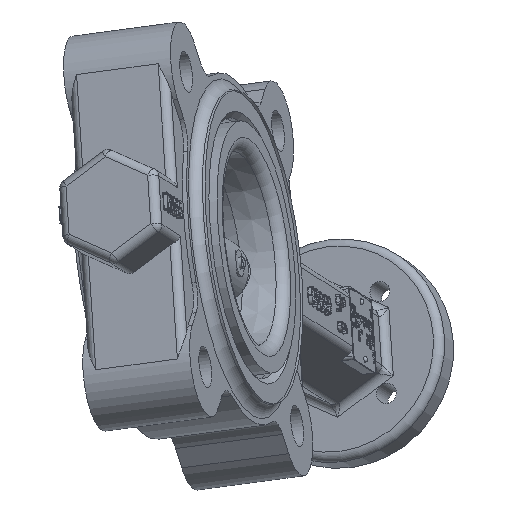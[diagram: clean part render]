
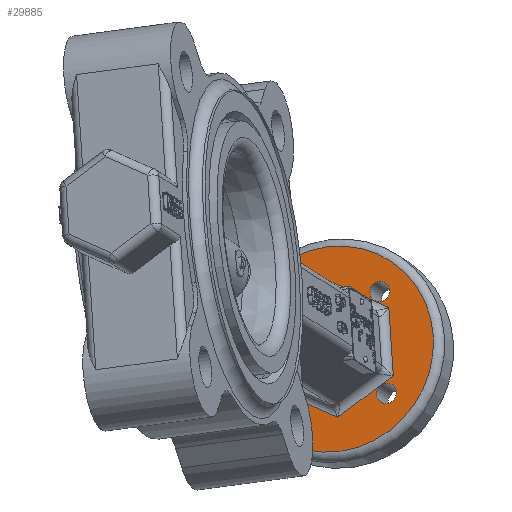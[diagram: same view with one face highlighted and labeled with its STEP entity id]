
A CAD part, isometric view. The second image highlights one B-rep face of the part: STEP entity #29885.
In plain terms, the highlighted face is planar.
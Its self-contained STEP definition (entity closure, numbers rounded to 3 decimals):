
#2536=LINE('',#77324,#5386);
#2537=LINE('',#77326,#5387);
#2538=LINE('',#77328,#5388);
#2539=LINE('',#77330,#5389);
#2540=LINE('',#77332,#5390);
#2541=LINE('',#77333,#5391);
#5386=VECTOR('',#35221,23.671);
#5387=VECTOR('',#35222,23.671);
#5388=VECTOR('',#35223,23.671);
#5389=VECTOR('',#35224,23.671);
#5390=VECTOR('',#35225,23.671);
#5391=VECTOR('',#35226,23.671);
#6403=FACE_BOUND('',#9155,.T.);
#6404=FACE_BOUND('',#9156,.T.);
#6405=FACE_BOUND('',#9157,.T.);
#6406=FACE_BOUND('',#9158,.T.);
#6407=FACE_BOUND('',#9159,.T.);
#6806=PLANE('',#31335);
#7747=FACE_OUTER_BOUND('',#9154,.T.);
#9154=EDGE_LOOP('',(#26141,#26142));
#9155=EDGE_LOOP('',(#26143,#26144));
#9156=EDGE_LOOP('',(#26145,#26146));
#9157=EDGE_LOOP('',(#26147,#26148));
#9158=EDGE_LOOP('',(#26149,#26150));
#9159=EDGE_LOOP('',(#26151,#26152,#26153,#26154,#26155,#26156));
#10019=CIRCLE('',#31336,35.5);
#10020=CIRCLE('',#31337,35.5);
#10021=CIRCLE('',#31338,3.5);
#10022=CIRCLE('',#31339,3.5);
#10023=CIRCLE('',#31340,3.5);
#10024=CIRCLE('',#31341,3.5);
#10025=CIRCLE('',#31342,3.5);
#10026=CIRCLE('',#31343,3.5);
#10027=CIRCLE('',#31344,3.5);
#10028=CIRCLE('',#31345,3.5);
#14595=VERTEX_POINT('',#77302);
#14596=VERTEX_POINT('',#77303);
#14597=VERTEX_POINT('',#77306);
#14598=VERTEX_POINT('',#77307);
#14599=VERTEX_POINT('',#77310);
#14600=VERTEX_POINT('',#77311);
#14601=VERTEX_POINT('',#77314);
#14602=VERTEX_POINT('',#77315);
#14603=VERTEX_POINT('',#77318);
#14604=VERTEX_POINT('',#77319);
#14605=VERTEX_POINT('',#77322);
#14606=VERTEX_POINT('',#77323);
#14607=VERTEX_POINT('',#77325);
#14608=VERTEX_POINT('',#77327);
#14609=VERTEX_POINT('',#77329);
#14610=VERTEX_POINT('',#77331);
#18648=EDGE_CURVE('',#14595,#14596,#10019,.F.);
#18649=EDGE_CURVE('',#14596,#14595,#10020,.F.);
#18650=EDGE_CURVE('',#14597,#14598,#10021,.F.);
#18651=EDGE_CURVE('',#14598,#14597,#10022,.F.);
#18652=EDGE_CURVE('',#14599,#14600,#10023,.F.);
#18653=EDGE_CURVE('',#14600,#14599,#10024,.F.);
#18654=EDGE_CURVE('',#14601,#14602,#10025,.F.);
#18655=EDGE_CURVE('',#14602,#14601,#10026,.F.);
#18656=EDGE_CURVE('',#14603,#14604,#10027,.F.);
#18657=EDGE_CURVE('',#14604,#14603,#10028,.F.);
#18658=EDGE_CURVE('',#14605,#14606,#2536,.F.);
#18659=EDGE_CURVE('',#14606,#14607,#2537,.F.);
#18660=EDGE_CURVE('',#14607,#14608,#2538,.F.);
#18661=EDGE_CURVE('',#14608,#14609,#2539,.F.);
#18662=EDGE_CURVE('',#14609,#14610,#2540,.F.);
#18663=EDGE_CURVE('',#14610,#14605,#2541,.F.);
#26141=ORIENTED_EDGE('',*,*,#18648,.T.);
#26142=ORIENTED_EDGE('',*,*,#18649,.T.);
#26143=ORIENTED_EDGE('',*,*,#18650,.F.);
#26144=ORIENTED_EDGE('',*,*,#18651,.F.);
#26145=ORIENTED_EDGE('',*,*,#18652,.F.);
#26146=ORIENTED_EDGE('',*,*,#18653,.F.);
#26147=ORIENTED_EDGE('',*,*,#18654,.F.);
#26148=ORIENTED_EDGE('',*,*,#18655,.F.);
#26149=ORIENTED_EDGE('',*,*,#18656,.F.);
#26150=ORIENTED_EDGE('',*,*,#18657,.F.);
#26151=ORIENTED_EDGE('',*,*,#18658,.T.);
#26152=ORIENTED_EDGE('',*,*,#18659,.T.);
#26153=ORIENTED_EDGE('',*,*,#18660,.T.);
#26154=ORIENTED_EDGE('',*,*,#18661,.T.);
#26155=ORIENTED_EDGE('',*,*,#18662,.T.);
#26156=ORIENTED_EDGE('',*,*,#18663,.T.);
#29885=ADVANCED_FACE('',(#7747,#6403,#6404,#6405,#6406,#6407),#6806,.F.);
#31335=AXIS2_PLACEMENT_3D('',#77301,#35199,#35200);
#31336=AXIS2_PLACEMENT_3D('',#77304,#35201,#35202);
#31337=AXIS2_PLACEMENT_3D('',#77305,#35203,#35204);
#31338=AXIS2_PLACEMENT_3D('',#77308,#35205,#35206);
#31339=AXIS2_PLACEMENT_3D('',#77309,#35207,#35208);
#31340=AXIS2_PLACEMENT_3D('',#77312,#35209,#35210);
#31341=AXIS2_PLACEMENT_3D('',#77313,#35211,#35212);
#31342=AXIS2_PLACEMENT_3D('',#77316,#35213,#35214);
#31343=AXIS2_PLACEMENT_3D('',#77317,#35215,#35216);
#31344=AXIS2_PLACEMENT_3D('',#77320,#35217,#35218);
#31345=AXIS2_PLACEMENT_3D('',#77321,#35219,#35220);
#35199=DIRECTION('center_axis',(0.,1.,0.));
#35200=DIRECTION('ref_axis',(0.,0.,1.));
#35201=DIRECTION('center_axis',(0.,1.,0.));
#35202=DIRECTION('ref_axis',(0.,0.,1.));
#35203=DIRECTION('center_axis',(0.,1.,0.));
#35204=DIRECTION('ref_axis',(0.,0.,1.));
#35205=DIRECTION('center_axis',(0.,1.,0.));
#35206=DIRECTION('ref_axis',(0.,0.,1.));
#35207=DIRECTION('center_axis',(0.,1.,0.));
#35208=DIRECTION('ref_axis',(0.,0.,1.));
#35209=DIRECTION('center_axis',(0.,1.,0.));
#35210=DIRECTION('ref_axis',(0.,0.,1.));
#35211=DIRECTION('center_axis',(0.,1.,0.));
#35212=DIRECTION('ref_axis',(0.,0.,1.));
#35213=DIRECTION('center_axis',(0.,1.,0.));
#35214=DIRECTION('ref_axis',(0.,0.,1.));
#35215=DIRECTION('center_axis',(0.,1.,0.));
#35216=DIRECTION('ref_axis',(0.,0.,1.));
#35217=DIRECTION('center_axis',(0.,1.,0.));
#35218=DIRECTION('ref_axis',(0.,0.,1.));
#35219=DIRECTION('center_axis',(0.,1.,0.));
#35220=DIRECTION('ref_axis',(0.,0.,1.));
#35221=DIRECTION('',(-0.866,0.,-0.5));
#35222=DIRECTION('',(-0.866,0.,0.5));
#35223=DIRECTION('',(0.,0.,1.));
#35224=DIRECTION('',(0.866,0.,0.5));
#35225=DIRECTION('',(0.866,0.,-0.5));
#35226=DIRECTION('',(0.,0.,-1.));
#77301=CARTESIAN_POINT('Origin',(0.,162.,0.));
#77302=CARTESIAN_POINT('',(0.,162.,35.5));
#77303=CARTESIAN_POINT('',(0.,162.,-35.5));
#77304=CARTESIAN_POINT('Origin',(0.,162.,0.));
#77305=CARTESIAN_POINT('Origin',(0.,162.,0.));
#77306=CARTESIAN_POINT('',(17.678,162.,21.178));
#77307=CARTESIAN_POINT('',(17.678,162.,14.178));
#77308=CARTESIAN_POINT('Origin',(17.678,162.,17.678));
#77309=CARTESIAN_POINT('Origin',(17.678,162.,17.678));
#77310=CARTESIAN_POINT('',(-17.678,162.,21.178));
#77311=CARTESIAN_POINT('',(-17.678,162.,14.178));
#77312=CARTESIAN_POINT('Origin',(-17.678,162.,17.678));
#77313=CARTESIAN_POINT('Origin',(-17.678,162.,17.678));
#77314=CARTESIAN_POINT('',(-17.678,162.,-14.178));
#77315=CARTESIAN_POINT('',(-17.678,162.,-21.178));
#77316=CARTESIAN_POINT('Origin',(-17.678,162.,-17.678));
#77317=CARTESIAN_POINT('Origin',(-17.678,162.,-17.678));
#77318=CARTESIAN_POINT('',(17.678,162.,-14.178));
#77319=CARTESIAN_POINT('',(17.678,162.,-21.178));
#77320=CARTESIAN_POINT('Origin',(17.678,162.,-17.678));
#77321=CARTESIAN_POINT('Origin',(17.678,162.,-17.678));
#77322=CARTESIAN_POINT('',(-20.5,162.,11.836));
#77323=CARTESIAN_POINT('',(0.,162.,23.671));
#77324=CARTESIAN_POINT('',(0.,162.,23.671));
#77325=CARTESIAN_POINT('',(20.5,162.,11.836));
#77326=CARTESIAN_POINT('',(20.5,162.,11.836));
#77327=CARTESIAN_POINT('',(20.5,162.,-11.836));
#77328=CARTESIAN_POINT('',(20.5,162.,-11.836));
#77329=CARTESIAN_POINT('',(0.,162.,-23.671));
#77330=CARTESIAN_POINT('',(0.,162.,-23.671));
#77331=CARTESIAN_POINT('',(-20.5,162.,-11.836));
#77332=CARTESIAN_POINT('',(-20.5,162.,-11.836));
#77333=CARTESIAN_POINT('',(-20.5,162.,11.836));
